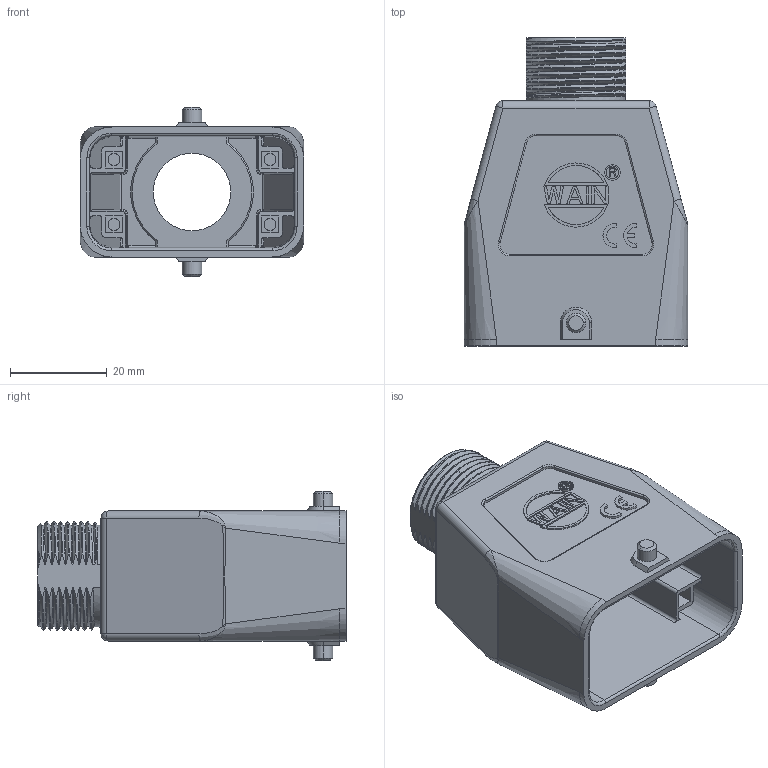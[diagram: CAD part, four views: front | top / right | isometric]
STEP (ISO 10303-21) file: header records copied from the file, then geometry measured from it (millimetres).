
FILE_DESCRIPTION((''),'2;1');
FILE_NAME('HC-CCT-1L-PG16','2021-08-04T',('gq.wu'),(''),'PRO/ENGINEER BY PARAMETRIC TECHNOLOGY CORPORATION, 2012480','PRO/ENGINEER BY PARAMETRIC TECHNOLOGY CORPORATION, 2012480','');
FILE_SCHEMA(('CONFIG_CONTROL_DESIGN'));
Length unit declared in the file: millimetre
Products named in the file (1): HC-CCT-1L-PG16
Bounding box: 46.15 x 63.6 x 34.96 mm (x, y, z)
Volume: 18727.6 mm3; surface area: 20643 mm2
Topology: 1 solids, 1 shells, 785 faces, 2116 edges, 1378 vertices
Faces by surface type: plane 520, cylinder 132, bspline 87, cone 18, extrusion 12, torus 8, sphere 8
Entity records: 35408 total; most frequent: CARTESIAN_POINT 16818, ORIENTED_EDGE 4232, DIRECTION 3249, EDGE_CURVE 2116, VERTEX_POINT 1378, VECTOR 1217, LINE 1205, AXIS2_PLACEMENT_3D 1016
